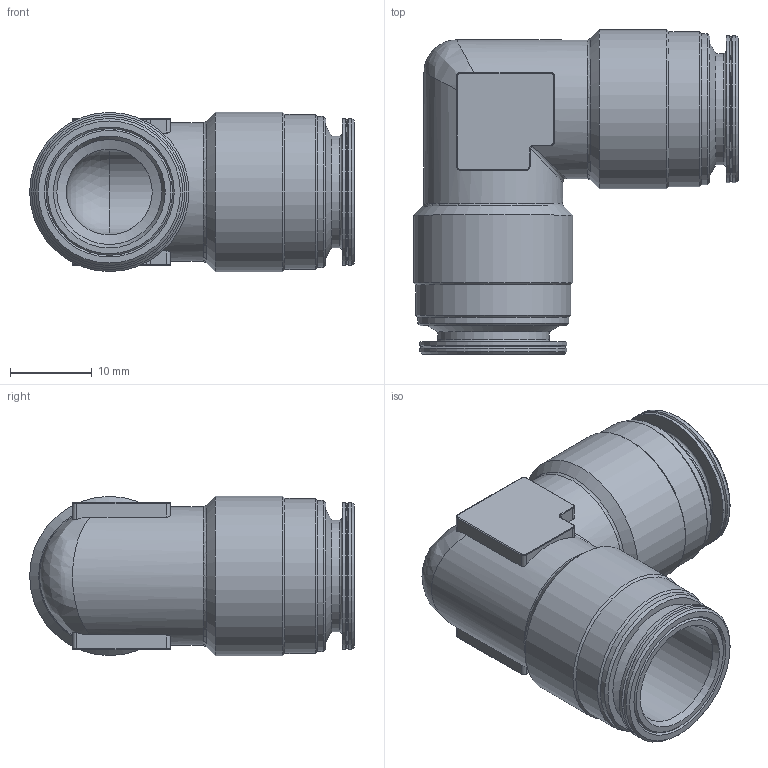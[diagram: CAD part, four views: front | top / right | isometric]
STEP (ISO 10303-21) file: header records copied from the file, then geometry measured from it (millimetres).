
FILE_DESCRIPTION(( 'MM.28.12.12.stp' ), '1');
FILE_NAME( 'MM.28.12.12.stp', '2021-03-02T15:05:51',( 'Sopra'),('sopra-pneumatic.com'), 'SwSTEP 2.0','SolidWorks 2009','' );
FILE_SCHEMA( ( 'CONFIG_CONTROL_DESIGN' ) );
Length unit declared in the file: millimetre
Products named in the file (1): Rivoluzione2
Bounding box: 39.75 x 39.75 x 19.5 mm (x, y, z)
Volume: 8475.6 mm3; surface area: 6512.1 mm2
Topology: 1 solids, 1 shells, 109 faces, 247 edges, 145 vertices
Faces by surface type: cylinder 44, cone 24, plane 22, torus 16, bspline 2, sphere 1
Full cylindrical faces by diameter (mm): 10.5 x2, 12.85 x2, 13.65 x2, 17 x2, 17.5 x2, 18 x4, 18.5 x2, 19 x2, 19.5 x2
Entity records: 3107 total; most frequent: CARTESIAN_POINT 862, DIRECTION 488, ORIENTED_EDGE 378, AXIS2_PLACEMENT_3D 216, EDGE_CURVE 189, EDGE_LOOP 165, VERTEX_POINT 136, FACE_OUTER_BOUND 133
